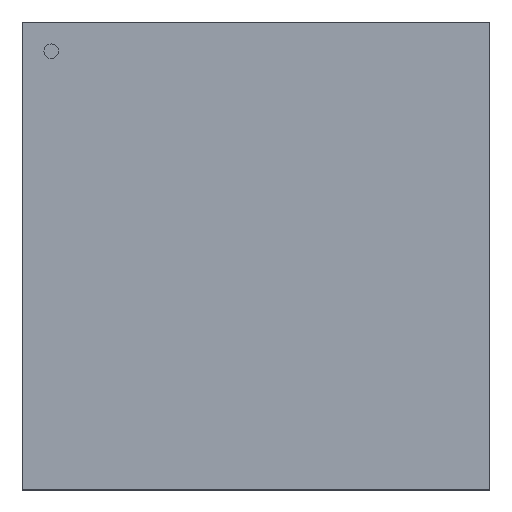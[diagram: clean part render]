
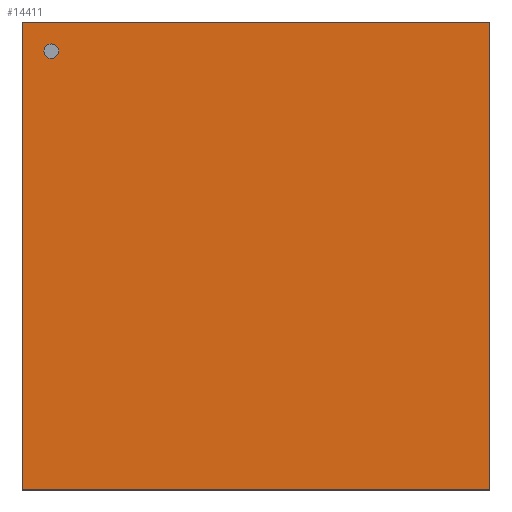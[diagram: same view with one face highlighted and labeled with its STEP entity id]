
A CAD part, top view. The second image highlights one B-rep face of the part: STEP entity #14411.
In plain terms, the highlighted planar face has unit normal (0, 0, 1).
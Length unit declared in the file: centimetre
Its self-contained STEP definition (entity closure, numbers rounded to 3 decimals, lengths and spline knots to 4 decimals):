
#7162=CARTESIAN_POINT('',(-0.725,0.7,0.129));
#7163=VERTEX_POINT('',#7162);
#7187=CARTESIAN_POINT('',(-0.675,0.7,0.129));
#7188=VERTEX_POINT('',#7187);
#7189=CARTESIAN_POINT('',(-0.7,0.7,0.129));
#7190=DIRECTION('',(0.,0.,-1.));
#7191=DIRECTION('',(1.,0.,0.));
#7192=AXIS2_PLACEMENT_3D('',#7189,#7190,#7191);
#7193=CIRCLE('',#7192,0.025);
#7194=EDGE_CURVE('',#7188,#7163,#7193,.T.);
#7196=CARTESIAN_POINT('',(-0.7,0.7,0.129));
#7197=DIRECTION('',(0.,0.,-1.));
#7198=DIRECTION('',(1.,0.,0.));
#7199=AXIS2_PLACEMENT_3D('',#7196,#7197,#7198);
#7200=CIRCLE('',#7199,0.025);
#7201=EDGE_CURVE('',#7163,#7188,#7200,.T.);
#14302=CARTESIAN_POINT('',(-0.8,0.8,0.129));
#14303=VERTEX_POINT('',#14302);
#14310=CARTESIAN_POINT('',(0.8,0.8,0.129));
#14311=VERTEX_POINT('',#14310);
#14312=CARTESIAN_POINT('',(-12344.2,0.8,0.129));
#14313=DIRECTION('',(1.,0.,-0.));
#14314=VECTOR('',#14313,24690.);
#14315=LINE('',#14312,#14314);
#14316=EDGE_CURVE('',#14303,#14311,#14315,.T.);
#14334=CARTESIAN_POINT('',(-0.8,-0.8,0.129));
#14335=VERTEX_POINT('',#14334);
#14342=CARTESIAN_POINT('',(-0.8,-12344.2,0.129));
#14343=DIRECTION('',(-0.,1.,0.));
#14344=VECTOR('',#14343,24690.);
#14345=LINE('',#14342,#14344);
#14346=EDGE_CURVE('',#14335,#14303,#14345,.T.);
#14360=CARTESIAN_POINT('',(0.8,-0.8,0.129));
#14361=VERTEX_POINT('',#14360);
#14362=CARTESIAN_POINT('',(0.8,12344.2,0.129));
#14363=DIRECTION('',(0.,-1.,0.));
#14364=VECTOR('',#14363,24690.);
#14365=LINE('',#14362,#14364);
#14366=EDGE_CURVE('',#14311,#14361,#14365,.T.);
#14385=CARTESIAN_POINT('',(12344.2,-0.8,0.129));
#14386=DIRECTION('',(-1.,-0.,0.));
#14387=VECTOR('',#14386,24690.);
#14388=LINE('',#14385,#14387);
#14389=EDGE_CURVE('',#14361,#14335,#14388,.T.);
#14396=CARTESIAN_POINT('',(0.,-0.,0.129));
#14397=DIRECTION('',(0.,0.,1.));
#14398=DIRECTION('',(1.,0.,0.));
#14399=AXIS2_PLACEMENT_3D('',#14396,#14397,#14398);
#14400=PLANE('',#14399);
#14401=ORIENTED_EDGE('',*,*,#7194,.T.);
#14402=ORIENTED_EDGE('',*,*,#7201,.T.);
#14403=EDGE_LOOP('',(#14401,#14402));
#14404=FACE_BOUND('',#14403,.T.);
#14405=ORIENTED_EDGE('',*,*,#14316,.F.);
#14406=ORIENTED_EDGE('',*,*,#14346,.F.);
#14407=ORIENTED_EDGE('',*,*,#14389,.F.);
#14408=ORIENTED_EDGE('',*,*,#14366,.F.);
#14409=EDGE_LOOP('',(#14405,#14406,#14407,#14408));
#14410=FACE_BOUND('',#14409,.T.);
#14411=ADVANCED_FACE('',(#14404,#14410),#14400,.T.);
